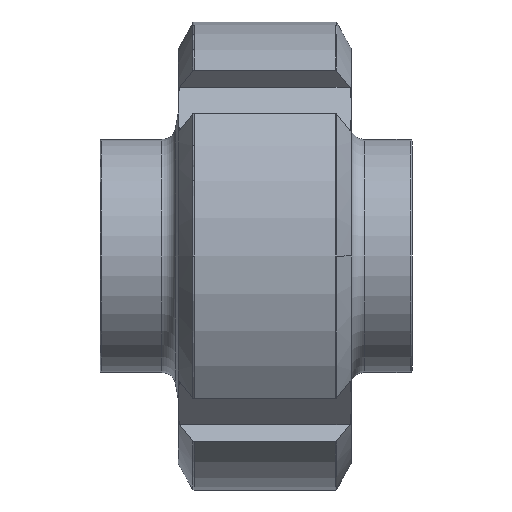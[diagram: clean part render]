
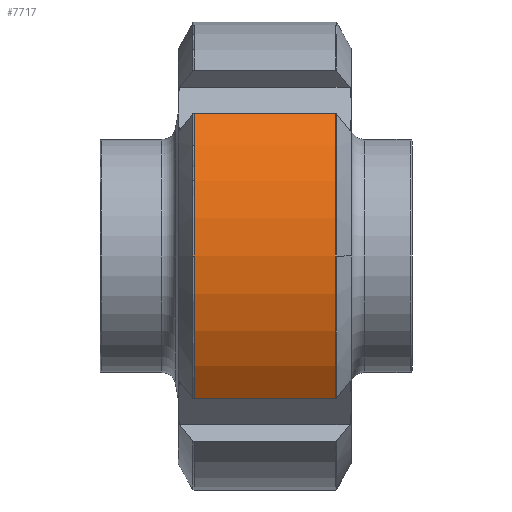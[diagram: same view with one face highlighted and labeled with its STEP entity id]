
A CAD part, front view. The second image highlights one B-rep face of the part: STEP entity #7717.
In plain terms, the highlighted cylindrical face has radius 27 mm (diameter 54 mm), a partial arc.
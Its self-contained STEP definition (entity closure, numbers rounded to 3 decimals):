
#34 = AXIS2_PLACEMENT_3D ( 'NONE', #32182, #15715, #19685 ) ;
#438 = CARTESIAN_POINT ( 'NONE',  ( 5., -21.406, -16.456 ) ) ;
#1599 = VERTEX_POINT ( 'NONE', #39877 ) ;
#2030 = VERTEX_POINT ( 'NONE', #16117 ) ;
#2094 = LINE ( 'NONE', #49680, #43527 ) ;
#3645 = EDGE_LOOP ( 'NONE', ( #21792, #18076, #8179, #4817, #33618, #39519 ) ) ;
#3727 = CYLINDRICAL_SURFACE ( 'NONE', #23374, 27. ) ;
#3790 = EDGE_CURVE ( 'NONE', #39416, #14716, #39024, .T. ) ;
#4177 = DIRECTION ( 'NONE',  ( 1., 0., 0. ) ) ;
#4817 = ORIENTED_EDGE ( 'NONE', *, *, #53362, .T. ) ;
#6321 = DIRECTION ( 'NONE',  ( 1., 0., 0. ) ) ;
#6550 = CIRCLE ( 'NONE', #34, 27. ) ;
#7717 = ADVANCED_FACE ( 'NONE', ( #12413 ), #3727, .T. ) ;
#8179 = ORIENTED_EDGE ( 'NONE', *, *, #3790, .T. ) ;
#11155 = CARTESIAN_POINT ( 'NONE',  ( -13.152, -21.406, -16.456 ) ) ;
#11745 = AXIS2_PLACEMENT_3D ( 'NONE', #24114, #6321, #45008 ) ;
#11746 = CIRCLE ( 'NONE', #11808, 27. ) ;
#11808 = AXIS2_PLACEMENT_3D ( 'NONE', #37044, #41322, #24180 ) ;
#12413 = FACE_OUTER_BOUND ( 'NONE', #3645, .T. ) ;
#14716 = VERTEX_POINT ( 'NONE', #47957 ) ;
#15452 = DIRECTION ( 'NONE',  ( -1., 0., 0. ) ) ;
#15715 = DIRECTION ( 'NONE',  ( 1., 0., 0. ) ) ;
#16117 = CARTESIAN_POINT ( 'NONE',  ( -13.152, -21.406, 16.456 ) ) ;
#16675 = VERTEX_POINT ( 'NONE', #52823 ) ;
#18076 = ORIENTED_EDGE ( 'NONE', *, *, #49186, .T. ) ;
#19685 = DIRECTION ( 'NONE',  ( 0., -1., 0. ) ) ;
#21792 = ORIENTED_EDGE ( 'NONE', *, *, #45922, .T. ) ;
#23374 = AXIS2_PLACEMENT_3D ( 'NONE', #32415, #36894, #23663 ) ;
#23663 = DIRECTION ( 'NONE',  ( 0., 1., 0. ) ) ;
#24114 = CARTESIAN_POINT ( 'NONE',  ( -13.152, 0., 0. ) ) ;
#24180 = DIRECTION ( 'NONE',  ( 0., -1., 0. ) ) ;
#28237 = EDGE_CURVE ( 'NONE', #2030, #1599, #6550, .T. ) ;
#31886 = VERTEX_POINT ( 'NONE', #11155 ) ;
#32182 = CARTESIAN_POINT ( 'NONE',  ( -13.152, 0., 0. ) ) ;
#32415 = CARTESIAN_POINT ( 'NONE',  ( 5., 0., 0. ) ) ;
#33396 = CIRCLE ( 'NONE', #11745, 27. ) ;
#33618 = ORIENTED_EDGE ( 'NONE', *, *, #28237, .T. ) ;
#34243 = CARTESIAN_POINT ( 'NONE',  ( 3.152, -27., 0. ) ) ;
#34662 = AXIS2_PLACEMENT_3D ( 'NONE', #36952, #15452, #36203 ) ;
#36203 = DIRECTION ( 'NONE',  ( 0., -1., 0. ) ) ;
#36894 = DIRECTION ( 'NONE',  ( 1., 0., 0. ) ) ;
#36952 = CARTESIAN_POINT ( 'NONE',  ( 3.152, 0., 0. ) ) ;
#37044 = CARTESIAN_POINT ( 'NONE',  ( 3.152, 0., 0. ) ) ;
#39024 = CIRCLE ( 'NONE', #34662, 27. ) ;
#39416 = VERTEX_POINT ( 'NONE', #34243 ) ;
#39519 = ORIENTED_EDGE ( 'NONE', *, *, #44938, .T. ) ;
#39877 = CARTESIAN_POINT ( 'NONE',  ( -13.152, -27., 0. ) ) ;
#41228 = DIRECTION ( 'NONE',  ( -1., 0., 0. ) ) ;
#41322 = DIRECTION ( 'NONE',  ( -1., 0., 0. ) ) ;
#43527 = VECTOR ( 'NONE', #41228, 1000. ) ;
#44938 = EDGE_CURVE ( 'NONE', #1599, #31886, #33396, .T. ) ;
#45008 = DIRECTION ( 'NONE',  ( 0., -1., 0. ) ) ;
#45922 = EDGE_CURVE ( 'NONE', #31886, #16675, #46591, .T. ) ;
#46591 = LINE ( 'NONE', #438, #51338 ) ;
#47957 = CARTESIAN_POINT ( 'NONE',  ( 3.152, -21.406, 16.456 ) ) ;
#49186 = EDGE_CURVE ( 'NONE', #16675, #39416, #11746, .T. ) ;
#49680 = CARTESIAN_POINT ( 'NONE',  ( 5., -21.406, 16.456 ) ) ;
#51338 = VECTOR ( 'NONE', #4177, 1000. ) ;
#52823 = CARTESIAN_POINT ( 'NONE',  ( 3.152, -21.406, -16.456 ) ) ;
#53362 = EDGE_CURVE ( 'NONE', #14716, #2030, #2094, .T. ) ;
